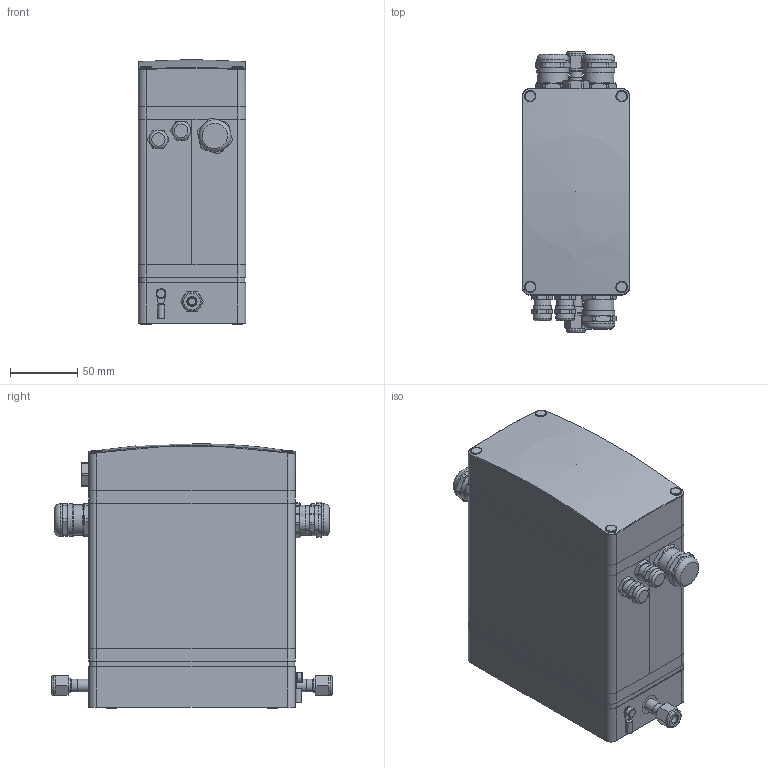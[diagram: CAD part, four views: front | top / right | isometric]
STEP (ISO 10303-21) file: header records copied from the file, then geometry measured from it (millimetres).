
FILE_DESCRIPTION(/* description */ (''),/* implementation_level */ '2;1');
FILE_NAME(/* name */ 'MI130-Xnn-22.stp',/* time_stamp */ '2022-03-21T20:16:01+01:00',/* author */ ('M-Huiskes'),/* organization */ (''),/* preprocessor_version */ 'ST-DEVELOPER v18.1',/* originating_system */ 'Autodesk Inventor 2021',/* authorisation */ '');
FILE_SCHEMA (('AUTOMOTIVE_DESIGN { 1 0 10303 214 3 1 1 }'));
Length unit declared in the file: millimetre
Products named in the file (1): Part2
Bounding box: 80.1 x 208.8 x 197.3 mm (x, y, z)
Volume: 1246436.7 mm3; surface area: 196321.8 mm2
Topology: 1 solids, 2 shells, 617 faces, 1514 edges, 953 vertices
Faces by surface type: plane 263, cylinder 204, cone 114, torus 23, bspline 12, sphere 1
Full cylindrical faces by diameter (mm): 4.134 x4, 4.917 x4, 5 x2, 6.4 x2, 7 x1, 7.9 x4, 9.5 x2, 9.53 x2, 10.8 x2, 12 x2, 12.4 x2, 13.7 x4, 14.275 x2, 20 x5, 22.5 x3, 23.8 x6
Entity records: 19073 total; most frequent: CARTESIAN_POINT 4317, DIRECTION 3028, ORIENTED_EDGE 3010, EDGE_CURVE 1505, AXIS2_PLACEMENT_3D 1201, VERTEX_POINT 953, EDGE_LOOP 679, LINE 626
